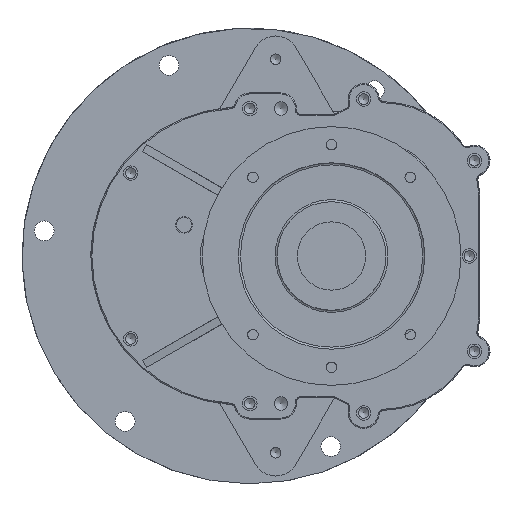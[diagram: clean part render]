
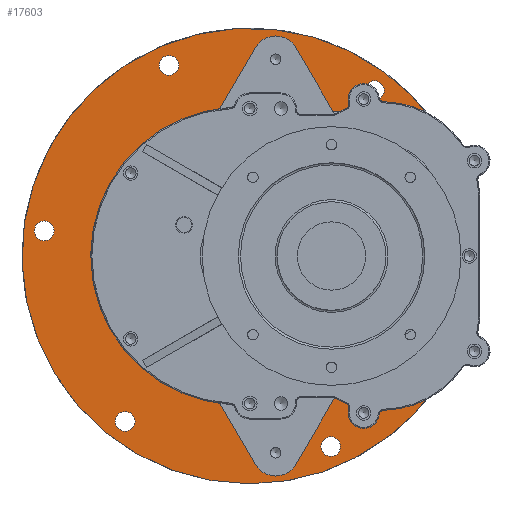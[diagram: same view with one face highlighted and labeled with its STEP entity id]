
A CAD part, left-side view. The second image highlights one B-rep face of the part: STEP entity #17603.
In plain terms, the highlighted planar face has unit normal (-1, 0, 0).
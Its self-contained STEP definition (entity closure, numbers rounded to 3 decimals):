
#221 = CARTESIAN_POINT ( 'NONE',  ( -24., -180.987, 125.075 ) ) ;
#284 = FACE_BOUND ( 'NONE', #15247, .T. ) ;
#405 = CARTESIAN_POINT ( 'NONE',  ( -24., 78.146, 184.101 ) ) ;
#580 = CARTESIAN_POINT ( 'NONE',  ( -24., -127.93, 54.869 ) ) ;
#1249 = DIRECTION ( 'NONE',  ( 1., 0., 0. ) ) ;
#1872 = ORIENTED_EDGE ( 'NONE', *, *, #12562, .T. ) ;
#1881 = AXIS2_PLACEMENT_3D ( 'NONE', #22714, #8764, #5433 ) ;
#2052 = ORIENTED_EDGE ( 'NONE', *, *, #3613, .F. ) ;
#2173 = AXIS2_PLACEMENT_3D ( 'NONE', #16907, #13305, #20505 ) ;
#2458 = ORIENTED_EDGE ( 'NONE', *, *, #5209, .T. ) ;
#2554 = CARTESIAN_POINT ( 'NONE',  ( -24., 0., 139.5 ) ) ;
#2614 = VECTOR ( 'NONE', #9372, 1000. ) ;
#2689 = CARTESIAN_POINT ( 'NONE',  ( -24., -120.363, 169.227 ) ) ;
#2691 = EDGE_LOOP ( 'NONE', ( #2052 ) ) ;
#2806 = CIRCLE ( 'NONE', #10069, 9.5 ) ;
#2814 = DIRECTION ( 'NONE',  ( 0., 0., 1. ) ) ;
#3092 = CARTESIAN_POINT ( 'NONE',  ( -24., 198.509, 33.874 ) ) ;
#3392 = ORIENTED_EDGE ( 'NONE', *, *, #20124, .F. ) ;
#3456 = VERTEX_POINT ( 'NONE', #3959 ) ;
#3565 = LINE ( 'NONE', #5001, #8893 ) ;
#3613 = EDGE_CURVE ( 'NONE', #4620, #4620, #11644, .T. ) ;
#3833 = ORIENTED_EDGE ( 'NONE', *, *, #11011, .F. ) ;
#3959 = CARTESIAN_POINT ( 'NONE',  ( -24., -103.815, 139.5 ) ) ;
#4105 = CARTESIAN_POINT ( 'NONE',  ( -24., 0., 0. ) ) ;
#4280 = CARTESIAN_POINT ( 'NONE',  ( -24., -198.509, -14.874 ) ) ;
#4421 = CIRCLE ( 'NONE', #8208, 139.5 ) ;
#4493 = DIRECTION ( 'NONE',  ( 0., -1., 0. ) ) ;
#4606 = LINE ( 'NONE', #2554, #10210 ) ;
#4620 = VERTEX_POINT ( 'NONE', #21483 ) ;
#4743 = VERTEX_POINT ( 'NONE', #2689 ) ;
#4744 = ORIENTED_EDGE ( 'NONE', *, *, #14649, .T. ) ;
#5001 = CARTESIAN_POINT ( 'NONE',  ( -24., 10., -139.5 ) ) ;
#5060 = VERTEX_POINT ( 'NONE', #13836 ) ;
#5209 = EDGE_CURVE ( 'NONE', #19043, #10721, #9396, .T. ) ;
#5433 = DIRECTION ( 'NONE',  ( 0., 0., 1. ) ) ;
#5835 = FACE_BOUND ( 'NONE', #22680, .T. ) ;
#5892 = DIRECTION ( 'NONE',  ( 0., 0., 1. ) ) ;
#6018 = CIRCLE ( 'NONE', #2173, 9.5 ) ;
#6074 = CIRCLE ( 'NONE', #11418, 9.5 ) ;
#6126 = ORIENTED_EDGE ( 'NONE', *, *, #19026, .T. ) ;
#6297 = AXIS2_PLACEMENT_3D ( 'NONE', #405, #18382, #16691 ) ;
#6967 = VERTEX_POINT ( 'NONE', #14374 ) ;
#7091 = DIRECTION ( 'NONE',  ( -1., 0., 0. ) ) ;
#7183 = EDGE_LOOP ( 'NONE', ( #3833 ) ) ;
#7248 = CARTESIAN_POINT ( 'NONE',  ( -24., -173., -62. ) ) ;
#7617 = FACE_BOUND ( 'NONE', #16871, .T. ) ;
#7794 = CARTESIAN_POINT ( 'NONE',  ( -24., -173., -20.714 ) ) ;
#8208 = AXIS2_PLACEMENT_3D ( 'NONE', #17672, #1249, #8582 ) ;
#8230 = EDGE_LOOP ( 'NONE', ( #14044 ) ) ;
#8290 = DIRECTION ( 'NONE',  ( -1., 0., 0. ) ) ;
#8483 = AXIS2_PLACEMENT_3D ( 'NONE', #580, #20247, #5892 ) ;
#8514 = CARTESIAN_POINT ( 'NONE',  ( -24., -120.363, 159.727 ) ) ;
#8582 = DIRECTION ( 'NONE',  ( 0., 0., 1. ) ) ;
#8638 = ORIENTED_EDGE ( 'NONE', *, *, #21789, .F. ) ;
#8695 = DIRECTION ( 'NONE',  ( 0., 0., 1. ) ) ;
#8764 = DIRECTION ( 'NONE',  ( 1., 0., 0. ) ) ;
#8893 = VECTOR ( 'NONE', #14320, 1000. ) ;
#9178 = CIRCLE ( 'NONE', #1881, 88. ) ;
#9372 = DIRECTION ( 'NONE',  ( 0., 0.864, -0.503 ) ) ;
#9396 = LINE ( 'NONE', #7248, #18603 ) ;
#9407 = FACE_OUTER_BOUND ( 'NONE', #16870, .T. ) ;
#9495 = CARTESIAN_POINT ( 'NONE',  ( -24., -43.509, -139.093 ) ) ;
#9814 = CARTESIAN_POINT ( 'NONE',  ( -24., 10., -139.5 ) ) ;
#10069 = AXIS2_PLACEMENT_3D ( 'NONE', #8514, #7091, #21551 ) ;
#10210 = VECTOR ( 'NONE', #4493, 1000. ) ;
#10334 = CARTESIAN_POINT ( 'NONE',  ( -24., 0., 0. ) ) ;
#10468 = CARTESIAN_POINT ( 'NONE',  ( -24., -173., -63.725 ) ) ;
#10721 = VERTEX_POINT ( 'NONE', #10468 ) ;
#10744 = AXIS2_PLACEMENT_3D ( 'NONE', #17186, #17073, #2814 ) ;
#11011 = EDGE_CURVE ( 'NONE', #6967, #6967, #6018, .T. ) ;
#11176 = LINE ( 'NONE', #9495, #2614 ) ;
#11275 = DIRECTION ( 'NONE',  ( 1., 0., 0. ) ) ;
#11418 = AXIS2_PLACEMENT_3D ( 'NONE', #23132, #17530, #8695 ) ;
#11502 = DIRECTION ( 'NONE',  ( 0., 0., -1. ) ) ;
#11505 = EDGE_CURVE ( 'NONE', #5060, #3456, #4606, .T. ) ;
#11644 = CIRCLE ( 'NONE', #6297, 9.5 ) ;
#11897 = VERTEX_POINT ( 'NONE', #4280 ) ;
#12096 = VERTEX_POINT ( 'NONE', #9814 ) ;
#12298 = VERTEX_POINT ( 'NONE', #3092 ) ;
#12461 = ORIENTED_EDGE ( 'NONE', *, *, #13669, .T. ) ;
#12562 = EDGE_CURVE ( 'NONE', #10721, #15231, #11176, .T. ) ;
#12872 = DIRECTION ( 'NONE',  ( -1., 0., 0. ) ) ;
#13305 = DIRECTION ( 'NONE',  ( -1., 0., 0. ) ) ;
#13669 = EDGE_CURVE ( 'NONE', #3456, #13929, #9178, .T. ) ;
#13811 = VERTEX_POINT ( 'NONE', #15278 ) ;
#13836 = CARTESIAN_POINT ( 'NONE',  ( -24., 10., 139.5 ) ) ;
#13929 = VERTEX_POINT ( 'NONE', #221 ) ;
#14044 = ORIENTED_EDGE ( 'NONE', *, *, #16811, .F. ) ;
#14320 = DIRECTION ( 'NONE',  ( 0., 1., 0. ) ) ;
#14374 = CARTESIAN_POINT ( 'NONE',  ( -24., -78.146, -174.601 ) ) ;
#14607 = CIRCLE ( 'NONE', #8483, 88. ) ;
#14627 = DIRECTION ( 'NONE',  ( 0., 0., -1. ) ) ;
#14649 = EDGE_CURVE ( 'NONE', #12096, #5060, #4421, .T. ) ;
#14916 = FACE_BOUND ( 'NONE', #2691, .T. ) ;
#15009 = CARTESIAN_POINT ( 'NONE',  ( -24., -42.809, -139.5 ) ) ;
#15179 = AXIS2_PLACEMENT_3D ( 'NONE', #22318, #12872, #18393 ) ;
#15231 = VERTEX_POINT ( 'NONE', #15009 ) ;
#15247 = EDGE_LOOP ( 'NONE', ( #15665 ) ) ;
#15278 = CARTESIAN_POINT ( 'NONE',  ( -24., 120.363, -150.227 ) ) ;
#15665 = ORIENTED_EDGE ( 'NONE', *, *, #20998, .F. ) ;
#16691 = DIRECTION ( 'NONE',  ( 0., 0., 1. ) ) ;
#16700 = FACE_BOUND ( 'NONE', #7183, .T. ) ;
#16811 = EDGE_CURVE ( 'NONE', #12298, #12298, #6074, .T. ) ;
#16870 = EDGE_LOOP ( 'NONE', ( #18653, #6126, #2458, #1872, #18200, #4744, #22966, #12461 ) ) ;
#16871 = EDGE_LOOP ( 'NONE', ( #3392 ) ) ;
#16907 = CARTESIAN_POINT ( 'NONE',  ( -24., -78.146, -184.101 ) ) ;
#17073 = DIRECTION ( 'NONE',  ( -1., 0., 0. ) ) ;
#17186 = CARTESIAN_POINT ( 'NONE',  ( -24., 120.363, -159.727 ) ) ;
#17530 = DIRECTION ( 'NONE',  ( -1., 0., 0. ) ) ;
#17603 = ADVANCED_FACE ( 'NONE', ( #9407, #16700, #284, #7617, #14916, #22208, #5835 ), #20418, .T. ) ;
#17608 = CARTESIAN_POINT ( 'NONE',  ( -24., -215.366, 44.918 ) ) ;
#17672 = CARTESIAN_POINT ( 'NONE',  ( -24., 10., 0. ) ) ;
#17987 = CIRCLE ( 'NONE', #10744, 9.5 ) ;
#18200 = ORIENTED_EDGE ( 'NONE', *, *, #20807, .T. ) ;
#18382 = DIRECTION ( 'NONE',  ( -1., 0., 0. ) ) ;
#18393 = DIRECTION ( 'NONE',  ( 0., 0., 1. ) ) ;
#18603 = VECTOR ( 'NONE', #11502, 1000. ) ;
#18653 = ORIENTED_EDGE ( 'NONE', *, *, #23398, .F. ) ;
#18851 = AXIS2_PLACEMENT_3D ( 'NONE', #4105, #11275, #14627 ) ;
#19026 = EDGE_CURVE ( 'NONE', #21772, #19043, #14607, .T. ) ;
#19043 = VERTEX_POINT ( 'NONE', #7794 ) ;
#20124 = EDGE_CURVE ( 'NONE', #13811, #13811, #17987, .T. ) ;
#20247 = DIRECTION ( 'NONE',  ( 1., 0., 0. ) ) ;
#20418 = PLANE ( 'NONE',  #20937 ) ;
#20505 = DIRECTION ( 'NONE',  ( 0., 0., 1. ) ) ;
#20807 = EDGE_CURVE ( 'NONE', #15231, #12096, #3565, .T. ) ;
#20937 = AXIS2_PLACEMENT_3D ( 'NONE', #10334, #8290, #22739 ) ;
#20998 = EDGE_CURVE ( 'NONE', #11897, #11897, #22060, .T. ) ;
#21483 = CARTESIAN_POINT ( 'NONE',  ( -24., 78.146, 193.601 ) ) ;
#21551 = DIRECTION ( 'NONE',  ( 0., 0., 1. ) ) ;
#21772 = VERTEX_POINT ( 'NONE', #17608 ) ;
#21789 = EDGE_CURVE ( 'NONE', #4743, #4743, #2806, .T. ) ;
#22060 = CIRCLE ( 'NONE', #15179, 9.5 ) ;
#22208 = FACE_BOUND ( 'NONE', #8230, .T. ) ;
#22318 = CARTESIAN_POINT ( 'NONE',  ( -24., -198.509, -24.374 ) ) ;
#22680 = EDGE_LOOP ( 'NONE', ( #8638 ) ) ;
#22714 = CARTESIAN_POINT ( 'NONE',  ( -24., -127.93, 54.869 ) ) ;
#22739 = DIRECTION ( 'NONE',  ( 0., 0., 1. ) ) ;
#22966 = ORIENTED_EDGE ( 'NONE', *, *, #11505, .T. ) ;
#23132 = CARTESIAN_POINT ( 'NONE',  ( -24., 198.509, 24.374 ) ) ;
#23398 = EDGE_CURVE ( 'NONE', #21772, #13929, #23419, .T. ) ;
#23419 = CIRCLE ( 'NONE', #18851, 220. ) ;
